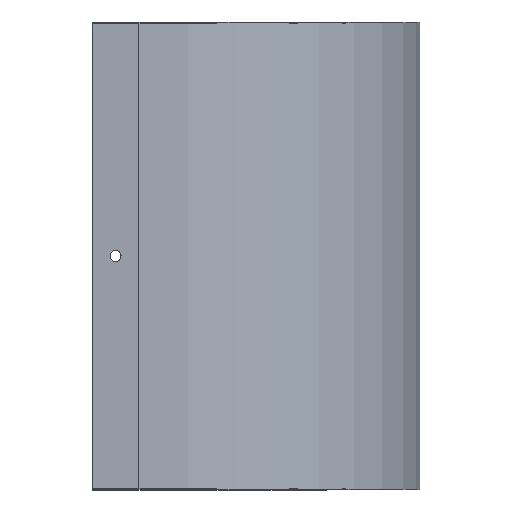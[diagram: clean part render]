
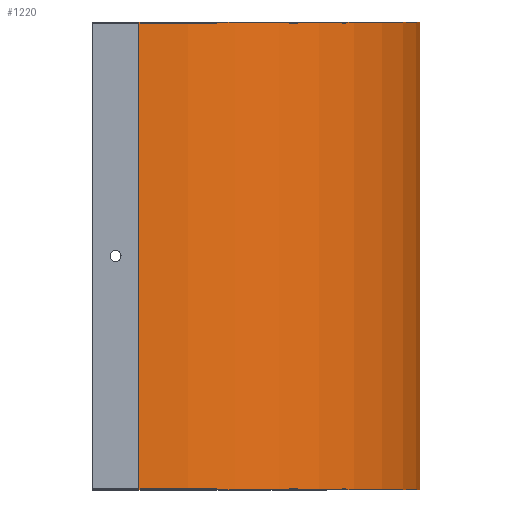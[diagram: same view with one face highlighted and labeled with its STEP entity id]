
A CAD part, front view. The second image highlights one B-rep face of the part: STEP entity #1220.
In plain terms, the highlighted cylindrical face has radius 180 mm (diameter 360 mm), a partial arc.
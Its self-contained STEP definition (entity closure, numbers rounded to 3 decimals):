
#26 = CARTESIAN_POINT ( 'NONE',  ( 30., -80., 0.8 ) ) ;
#237 = AXIS2_PLACEMENT_3D ( 'NONE', #1543, #1541, #1540 ) ;
#238 = AXIS2_PLACEMENT_3D ( 'NONE', #1522, #1562, #1592 ) ;
#300 = EDGE_LOOP ( 'NONE', ( #1488, #1487, #1482, #1481 ) ) ;
#400 = LINE ( 'NONE', #1582, #411 ) ;
#409 = CIRCLE ( 'NONE', #237, 180. ) ;
#410 = CIRCLE ( 'NONE', #238, 180. ) ;
#411 = VECTOR ( 'NONE', #1608, 1000. ) ;
#563 = LINE ( 'NONE', #733, #566 ) ;
#566 = VECTOR ( 'NONE', #636, 1000. ) ;
#605 = EDGE_CURVE ( 'NONE', #1447, #1437, #410, .T. ) ;
#606 = EDGE_CURVE ( 'NONE', #1433, #1437, #400, .T. ) ;
#607 = EDGE_CURVE ( 'NONE', #1393, #1433, #409, .T. ) ;
#636 = DIRECTION ( 'NONE',  ( 0., 0., -1. ) ) ;
#733 = CARTESIAN_POINT ( 'NONE',  ( 30., -80., 0.8 ) ) ;
#758 = CARTESIAN_POINT ( 'NONE',  ( 210., 100., 0.8 ) ) ;
#762 = CARTESIAN_POINT ( 'NONE',  ( 210., 100., -299.2 ) ) ;
#772 = CARTESIAN_POINT ( 'NONE',  ( 30., -80., -299.2 ) ) ;
#835 = CARTESIAN_POINT ( 'NONE',  ( 30., 100., 0.8 ) ) ;
#837 = DIRECTION ( 'NONE',  ( 0., 0., -1. ) ) ;
#843 = DIRECTION ( 'NONE',  ( -1., 0., 0. ) ) ;
#1003 = EDGE_CURVE ( 'NONE', #1393, #1447, #563, .T. ) ;
#1220 = ADVANCED_FACE ( 'NONE', ( #1316 ), #1320, .T. ) ;
#1316 = FACE_OUTER_BOUND ( 'NONE', #300, .T. ) ;
#1320 = CYLINDRICAL_SURFACE ( 'NONE', #1678, 180. ) ;
#1393 = VERTEX_POINT ( 'NONE', #26 ) ;
#1433 = VERTEX_POINT ( 'NONE', #758 ) ;
#1437 = VERTEX_POINT ( 'NONE', #762 ) ;
#1447 = VERTEX_POINT ( 'NONE', #772 ) ;
#1481 = ORIENTED_EDGE ( 'NONE', *, *, #1003, .T. ) ;
#1482 = ORIENTED_EDGE ( 'NONE', *, *, #607, .F. ) ;
#1487 = ORIENTED_EDGE ( 'NONE', *, *, #606, .F. ) ;
#1488 = ORIENTED_EDGE ( 'NONE', *, *, #605, .T. ) ;
#1522 = CARTESIAN_POINT ( 'NONE',  ( 30., 100., -299.2 ) ) ;
#1540 = DIRECTION ( 'NONE',  ( 1., 0., 0. ) ) ;
#1541 = DIRECTION ( 'NONE',  ( 0., 0., 1. ) ) ;
#1543 = CARTESIAN_POINT ( 'NONE',  ( 30., 100., 0.8 ) ) ;
#1562 = DIRECTION ( 'NONE',  ( 0., 0., 1. ) ) ;
#1582 = CARTESIAN_POINT ( 'NONE',  ( 210., 100., 0.8 ) ) ;
#1592 = DIRECTION ( 'NONE',  ( 1., 0., 0. ) ) ;
#1608 = DIRECTION ( 'NONE',  ( 0., 0., -1. ) ) ;
#1678 = AXIS2_PLACEMENT_3D ( 'NONE', #835, #837, #843 ) ;
